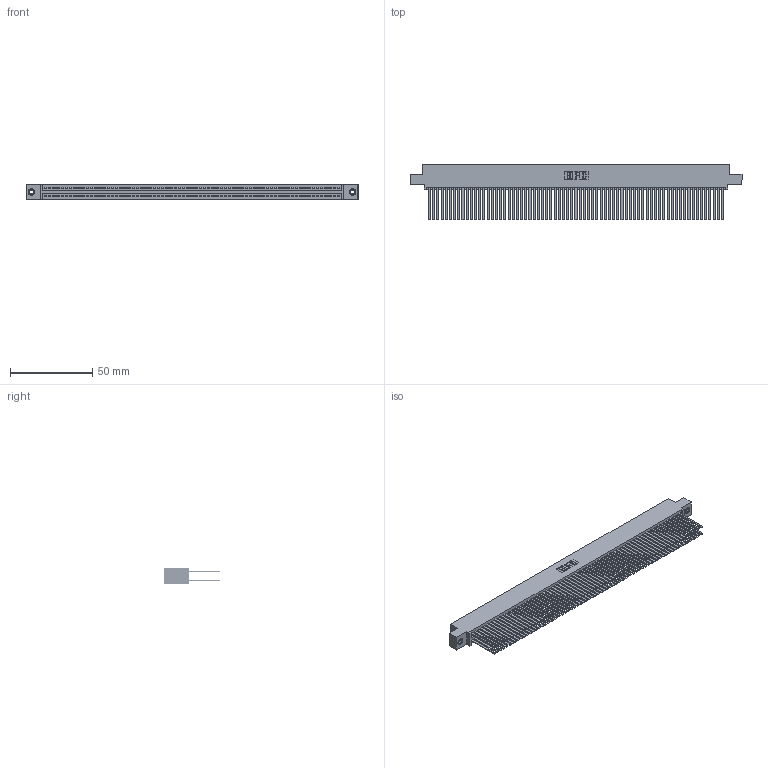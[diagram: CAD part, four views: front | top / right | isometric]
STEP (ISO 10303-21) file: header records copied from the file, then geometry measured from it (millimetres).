
FILE_DESCRIPTION (( 'STEP AP203' ), '1' );
FILE_NAME ('395-142-544-508.STEP', '2019-10-30T11:42:13', ( '' ), ( '' ), 'SwSTEP 2.0', 'SolidWorks 2016', '' );
FILE_SCHEMA (( 'CONFIG_CONTROL_DESIGN' ));
Length unit declared in the file: inch
Products named in the file (4): 345-292-001_345-293-144; 345-250-001_345-250-003-102; 395-142-544-508; 345 Part_0.110 Offset - 0.156 Dia-TI
Assembly tree (145 placements, depth 2):
  395-142-544-508
    345 Part_0.110 Offset - 0.156 Dia-TI
    345-292-001_345-293-144  x142
    345-250-001_345-250-003-102  x2
Bounding box: 201.55 x 33.96 x 9.4 mm (x, y, z)
Volume: 21758.6 mm3; surface area: 38664.9 mm2
Topology: 145 solids, 145 shells, 6438 faces, 19091 edges, 12530 vertices
Faces by surface type: plane 4234, cylinder 2188, cone 12, torus 4
Entity records: 52938 total; most frequent: CARTESIAN_POINT 8827, ORIENTED_EDGE 8754, DIRECTION 7771, EDGE_CURVE 4377, LINE 3945, VECTOR 3945, VERTEX_POINT 2912, AXIS2_PLACEMENT_3D 1913
